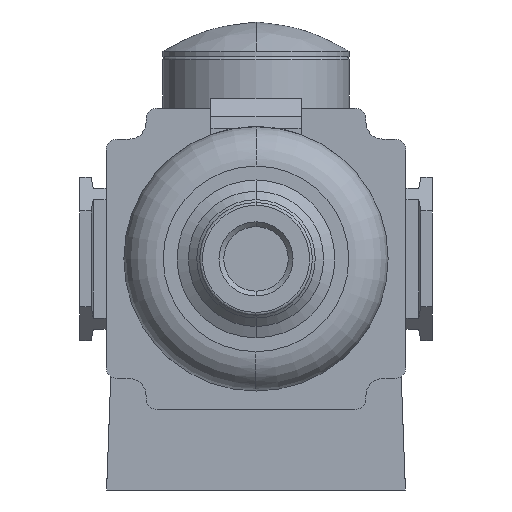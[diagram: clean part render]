
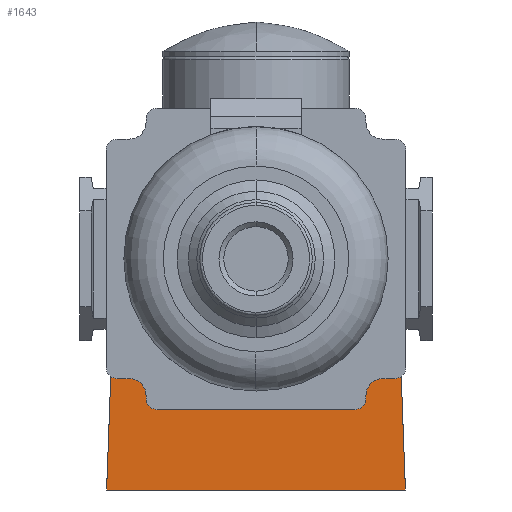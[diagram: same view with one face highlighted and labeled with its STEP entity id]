
A CAD part, front view. The second image highlights one B-rep face of the part: STEP entity #1643.
In plain terms, the highlighted planar face has unit normal (0, -1, 0).
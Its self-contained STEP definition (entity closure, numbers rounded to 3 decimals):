
#24 = ORIENTED_EDGE ( 'NONE', *, *, #1763, .T. ) ;
#39 = DIRECTION ( 'NONE',  ( 0., 0., -1. ) ) ;
#77 = CIRCLE ( 'NONE', #308, 2. ) ;
#115 = ORIENTED_EDGE ( 'NONE', *, *, #1456, .F. ) ;
#148 = VECTOR ( 'NONE', #4978, 1000. ) ;
#203 = EDGE_CURVE ( 'NONE', #207, #916, #2365, .T. ) ;
#207 = VERTEX_POINT ( 'NONE', #6170 ) ;
#247 = CARTESIAN_POINT ( 'NONE',  ( -13., 37.5, -24.65 ) ) ;
#275 = AXIS2_PLACEMENT_3D ( 'NONE', #1113, #4949, #4332 ) ;
#308 = AXIS2_PLACEMENT_3D ( 'NONE', #6008, #7154, #2136 ) ;
#338 = ORIENTED_EDGE ( 'NONE', *, *, #4240, .F. ) ;
#341 = DIRECTION ( 'NONE',  ( 1., 0., 0. ) ) ;
#384 = DIRECTION ( 'NONE',  ( 0., 1., 0. ) ) ;
#470 = LINE ( 'NONE', #7020, #1575 ) ;
#473 = ORIENTED_EDGE ( 'NONE', *, *, #4707, .T. ) ;
#475 = LINE ( 'NONE', #3318, #6563 ) ;
#821 = VERTEX_POINT ( 'NONE', #4065 ) ;
#854 = EDGE_CURVE ( 'NONE', #821, #2825, #4810, .T. ) ;
#866 = AXIS2_PLACEMENT_3D ( 'NONE', #4281, #5453, #5554 ) ;
#883 = CARTESIAN_POINT ( 'NONE',  ( -13., 37.5, -17. ) ) ;
#916 = VERTEX_POINT ( 'NONE', #3404 ) ;
#1078 = DIRECTION ( 'NONE',  ( 0., 1., 0. ) ) ;
#1106 = VECTOR ( 'NONE', #2510, 1000. ) ;
#1113 = CARTESIAN_POINT ( 'NONE',  ( -16., 37.5, -17. ) ) ;
#1270 = CARTESIAN_POINT ( 'NONE',  ( -16., 37.5, -14. ) ) ;
#1293 = CARTESIAN_POINT ( 'NONE',  ( -11., 37.5, -26.65 ) ) ;
#1456 = EDGE_CURVE ( 'NONE', #207, #3549, #475, .T. ) ;
#1470 = CARTESIAN_POINT ( 'NONE',  ( -26.5, 37.5, -39. ) ) ;
#1503 = LINE ( 'NONE', #5490, #148 ) ;
#1554 = DIRECTION ( 'NONE',  ( -1., 0., 0. ) ) ;
#1575 = VECTOR ( 'NONE', #3790, 1000. ) ;
#1643 = ADVANCED_FACE ( 'NONE', ( #3469 ), #5694, .F. ) ;
#1729 = ORIENTED_EDGE ( 'NONE', *, *, #2262, .F. ) ;
#1735 = VERTEX_POINT ( 'NONE', #5249 ) ;
#1763 = EDGE_CURVE ( 'NONE', #4180, #2148, #1857, .T. ) ;
#1782 = ORIENTED_EDGE ( 'NONE', *, *, #3290, .F. ) ;
#1790 = ORIENTED_EDGE ( 'NONE', *, *, #5483, .T. ) ;
#1852 = CARTESIAN_POINT ( 'NONE',  ( 26.428, 37.5, -39. ) ) ;
#1857 = LINE ( 'NONE', #247, #5733 ) ;
#1876 = DIRECTION ( 'NONE',  ( -1., 0., 0. ) ) ;
#1980 = LINE ( 'NONE', #1470, #5183 ) ;
#2099 = CARTESIAN_POINT ( 'NONE',  ( 26.5, 37.5, -39. ) ) ;
#2136 = DIRECTION ( 'NONE',  ( 1., 0., 0. ) ) ;
#2137 = VECTOR ( 'NONE', #1876, 1000. ) ;
#2148 = VERTEX_POINT ( 'NONE', #883 ) ;
#2234 = ORIENTED_EDGE ( 'NONE', *, *, #3901, .T. ) ;
#2262 = EDGE_CURVE ( 'NONE', #3348, #5496, #1503, .T. ) ;
#2315 = CARTESIAN_POINT ( 'NONE',  ( 26.5, 37.5, -41. ) ) ;
#2365 = LINE ( 'NONE', #6250, #4630 ) ;
#2418 = VERTEX_POINT ( 'NONE', #1270 ) ;
#2431 = CARTESIAN_POINT ( 'NONE',  ( -25.511, 37.5, -13.663 ) ) ;
#2510 = DIRECTION ( 'NONE',  ( 0., 0., -1. ) ) ;
#2627 = DIRECTION ( 'NONE',  ( -1., 0., 0. ) ) ;
#2702 = ORIENTED_EDGE ( 'NONE', *, *, #854, .T. ) ;
#2781 = VERTEX_POINT ( 'NONE', #4550 ) ;
#2796 = VERTEX_POINT ( 'NONE', #5715 ) ;
#2825 = VERTEX_POINT ( 'NONE', #2431 ) ;
#2917 = CARTESIAN_POINT ( 'NONE',  ( 0., 37.5, 0. ) ) ;
#2988 = CARTESIAN_POINT ( 'NONE',  ( 26.5, 37.5, -39. ) ) ;
#3010 = ORIENTED_EDGE ( 'NONE', *, *, #5300, .T. ) ;
#3030 = EDGE_CURVE ( 'NONE', #2418, #2148, #5051, .T. ) ;
#3112 = EDGE_CURVE ( 'NONE', #2781, #916, #5745, .T. ) ;
#3290 = EDGE_CURVE ( 'NONE', #5496, #5501, #1980, .T. ) ;
#3318 = CARTESIAN_POINT ( 'NONE',  ( -26.5, 37.5, -39. ) ) ;
#3341 = CIRCLE ( 'NONE', #5672, 3. ) ;
#3348 = VERTEX_POINT ( 'NONE', #4789 ) ;
#3404 = CARTESIAN_POINT ( 'NONE',  ( -26.5, 37.5, -41. ) ) ;
#3444 = DIRECTION ( 'NONE',  ( 1., 0., 0. ) ) ;
#3469 = FACE_OUTER_BOUND ( 'NONE', #7114, .T. ) ;
#3549 = VERTEX_POINT ( 'NONE', #6708 ) ;
#3790 = DIRECTION ( 'NONE',  ( 0.036, 0., 0.999 ) ) ;
#3844 = CARTESIAN_POINT ( 'NONE',  ( 13., 37.5, -17. ) ) ;
#3878 = AXIS2_PLACEMENT_3D ( 'NONE', #6338, #3951, #3444 ) ;
#3901 = EDGE_CURVE ( 'NONE', #3348, #5155, #6605, .T. ) ;
#3936 = CARTESIAN_POINT ( 'NONE',  ( 24.4, 37.5, -14. ) ) ;
#3951 = DIRECTION ( 'NONE',  ( 0., 1., 0. ) ) ;
#4052 = DIRECTION ( 'NONE',  ( 0., 1., 0. ) ) ;
#4065 = CARTESIAN_POINT ( 'NONE',  ( -24.4, 37.5, -14. ) ) ;
#4180 = VERTEX_POINT ( 'NONE', #6877 ) ;
#4240 = EDGE_CURVE ( 'NONE', #3549, #2825, #470, .T. ) ;
#4281 = CARTESIAN_POINT ( 'NONE',  ( 24.4, 37.5, -12. ) ) ;
#4298 = CARTESIAN_POINT ( 'NONE',  ( 16., 37.5, -17. ) ) ;
#4332 = DIRECTION ( 'NONE',  ( 1., 0., 0. ) ) ;
#4466 = VERTEX_POINT ( 'NONE', #1293 ) ;
#4492 = VECTOR ( 'NONE', #4553, 1000. ) ;
#4550 = CARTESIAN_POINT ( 'NONE',  ( 26.5, 37.5, -41. ) ) ;
#4553 = DIRECTION ( 'NONE',  ( -1., 0., 0. ) ) ;
#4563 = AXIS2_PLACEMENT_3D ( 'NONE', #2917, #4052, #6289 ) ;
#4569 = ORIENTED_EDGE ( 'NONE', *, *, #5801, .T. ) ;
#4630 = VECTOR ( 'NONE', #39, 1000. ) ;
#4704 = CARTESIAN_POINT ( 'NONE',  ( 13., 37.5, -17. ) ) ;
#4707 = EDGE_CURVE ( 'NONE', #2418, #821, #4911, .T. ) ;
#4755 = EDGE_CURVE ( 'NONE', #1735, #5118, #6496, .T. ) ;
#4786 = ORIENTED_EDGE ( 'NONE', *, *, #3112, .F. ) ;
#4789 = CARTESIAN_POINT ( 'NONE',  ( 25.511, 37.5, -13.663 ) ) ;
#4797 = DIRECTION ( 'NONE',  ( 1., 0., 0. ) ) ;
#4810 = CIRCLE ( 'NONE', #3878, 2. ) ;
#4879 = CARTESIAN_POINT ( 'NONE',  ( -16., 37.5, -14. ) ) ;
#4911 = LINE ( 'NONE', #4879, #6260 ) ;
#4949 = DIRECTION ( 'NONE',  ( 0., 1., 0. ) ) ;
#4955 = VECTOR ( 'NONE', #2627, 1000. ) ;
#4963 = LINE ( 'NONE', #6588, #4955 ) ;
#4978 = DIRECTION ( 'NONE',  ( 0.036, 0., -0.999 ) ) ;
#4981 = CARTESIAN_POINT ( 'NONE',  ( 24.4, 37.5, -14. ) ) ;
#5001 = LINE ( 'NONE', #3936, #4492 ) ;
#5051 = CIRCLE ( 'NONE', #275, 3. ) ;
#5118 = VERTEX_POINT ( 'NONE', #6643 ) ;
#5123 = VERTEX_POINT ( 'NONE', #3844 ) ;
#5155 = VERTEX_POINT ( 'NONE', #4981 ) ;
#5183 = VECTOR ( 'NONE', #341, 1000. ) ;
#5217 = ORIENTED_EDGE ( 'NONE', *, *, #6366, .T. ) ;
#5226 = ORIENTED_EDGE ( 'NONE', *, *, #3030, .F. ) ;
#5249 = CARTESIAN_POINT ( 'NONE',  ( 13., 37.5, -24.65 ) ) ;
#5250 = LINE ( 'NONE', #4704, #1106 ) ;
#5300 = EDGE_CURVE ( 'NONE', #5118, #4466, #4963, .T. ) ;
#5441 = VECTOR ( 'NONE', #7009, 1000. ) ;
#5453 = DIRECTION ( 'NONE',  ( 0., 1., 0. ) ) ;
#5483 = EDGE_CURVE ( 'NONE', #5155, #2796, #5001, .T. ) ;
#5490 = CARTESIAN_POINT ( 'NONE',  ( 24.984, 37.5, 0.904 ) ) ;
#5496 = VERTEX_POINT ( 'NONE', #1852 ) ;
#5501 = VERTEX_POINT ( 'NONE', #2988 ) ;
#5554 = DIRECTION ( 'NONE',  ( 0., 0., 1. ) ) ;
#5653 = ORIENTED_EDGE ( 'NONE', *, *, #6426, .F. ) ;
#5672 = AXIS2_PLACEMENT_3D ( 'NONE', #4298, #384, #4797 ) ;
#5694 = PLANE ( 'NONE',  #4563 ) ;
#5715 = CARTESIAN_POINT ( 'NONE',  ( 16., 37.5, -14. ) ) ;
#5733 = VECTOR ( 'NONE', #6319, 1000. ) ;
#5745 = LINE ( 'NONE', #2315, #2137 ) ;
#5801 = EDGE_CURVE ( 'NONE', #5123, #1735, #5250, .T. ) ;
#5859 = ORIENTED_EDGE ( 'NONE', *, *, #6323, .F. ) ;
#5966 = ORIENTED_EDGE ( 'NONE', *, *, #203, .T. ) ;
#6008 = CARTESIAN_POINT ( 'NONE',  ( -11., 37.5, -24.65 ) ) ;
#6120 = DIRECTION ( 'NONE',  ( 1., 0., 0. ) ) ;
#6170 = CARTESIAN_POINT ( 'NONE',  ( -26.5, 37.5, -39. ) ) ;
#6250 = CARTESIAN_POINT ( 'NONE',  ( -26.5, 37.5, -39. ) ) ;
#6260 = VECTOR ( 'NONE', #1554, 1000. ) ;
#6289 = DIRECTION ( 'NONE',  ( 0., 0., 1. ) ) ;
#6319 = DIRECTION ( 'NONE',  ( 0., 0., 1. ) ) ;
#6323 = EDGE_CURVE ( 'NONE', #5501, #2781, #7120, .T. ) ;
#6338 = CARTESIAN_POINT ( 'NONE',  ( -24.4, 37.5, -12. ) ) ;
#6339 = ORIENTED_EDGE ( 'NONE', *, *, #4755, .T. ) ;
#6366 = EDGE_CURVE ( 'NONE', #4466, #4180, #77, .T. ) ;
#6426 = EDGE_CURVE ( 'NONE', #5123, #2796, #3341, .T. ) ;
#6496 = CIRCLE ( 'NONE', #6734, 2. ) ;
#6563 = VECTOR ( 'NONE', #7173, 1000. ) ;
#6588 = CARTESIAN_POINT ( 'NONE',  ( 11., 37.5, -26.65 ) ) ;
#6605 = CIRCLE ( 'NONE', #866, 2. ) ;
#6643 = CARTESIAN_POINT ( 'NONE',  ( 11., 37.5, -26.65 ) ) ;
#6651 = CARTESIAN_POINT ( 'NONE',  ( 11., 37.5, -24.65 ) ) ;
#6708 = CARTESIAN_POINT ( 'NONE',  ( -26.428, 37.5, -39. ) ) ;
#6734 = AXIS2_PLACEMENT_3D ( 'NONE', #6651, #1078, #6120 ) ;
#6877 = CARTESIAN_POINT ( 'NONE',  ( -13., 37.5, -24.65 ) ) ;
#7009 = DIRECTION ( 'NONE',  ( 0., 0., -1. ) ) ;
#7020 = CARTESIAN_POINT ( 'NONE',  ( -26.5, 37.5, -41. ) ) ;
#7114 = EDGE_LOOP ( 'NONE', ( #338, #115, #5966, #4786, #5859, #1782, #1729, #2234, #1790, #5653, #4569, #6339, #3010, #5217, #24, #5226, #473, #2702 ) ) ;
#7120 = LINE ( 'NONE', #2099, #5441 ) ;
#7154 = DIRECTION ( 'NONE',  ( 0., 1., 0. ) ) ;
#7173 = DIRECTION ( 'NONE',  ( 1., 0., 0. ) ) ;
